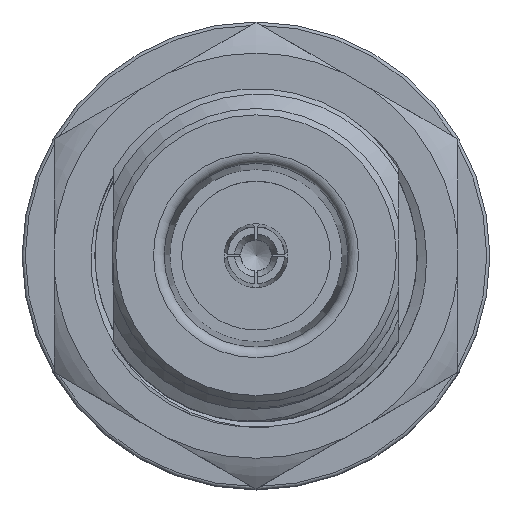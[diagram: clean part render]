
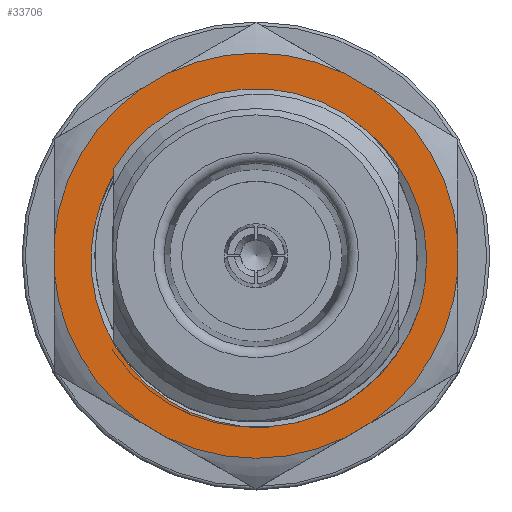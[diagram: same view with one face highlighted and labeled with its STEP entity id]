
A CAD part, top view. The second image highlights one B-rep face of the part: STEP entity #33706.
In plain terms, the highlighted face is planar.
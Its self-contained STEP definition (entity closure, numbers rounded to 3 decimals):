
#181=PLANE('',#34913);
#4393=B_SPLINE_CURVE_WITH_KNOTS('',3,(#122562,#122563,#122564,#122565,#122566,
#122567,#122568),.UNSPECIFIED.,.F.,.F.,(4,1,1,1,4),(0.,
0.004,0.008,0.012,0.015),
 .UNSPECIFIED.);
#4394=B_SPLINE_CURVE_WITH_KNOTS('',3,(#122572,#122573,#122574,#122575,#122576,
#122577,#122578,#122579),.UNSPECIFIED.,.F.,.F.,(4,1,1,1,1,4),(0.005,
0.009,0.012,0.016,0.018,
0.02),.UNSPECIFIED.);
#4801=CIRCLE('',#34914,8.08);
#4802=CIRCLE('',#34915,7.7);
#4803=CIRCLE('',#34916,9.526);
#4804=CIRCLE('',#34917,9.526);
#4805=CIRCLE('',#34918,9.526);
#4806=CIRCLE('',#34919,9.526);
#4807=CIRCLE('',#34920,9.526);
#4808=CIRCLE('',#34921,9.526);
#5254=LINE('',#122580,#5709);
#5255=LINE('',#122585,#5710);
#5256=LINE('',#122589,#5711);
#5257=LINE('',#122593,#5712);
#5258=LINE('',#122597,#5713);
#5259=LINE('',#122601,#5714);
#5709=VECTOR('',#37592,1000.);
#5710=VECTOR('',#37595,1000.);
#5711=VECTOR('',#37598,1000.);
#5712=VECTOR('',#37601,1000.);
#5713=VECTOR('',#37604,1000.);
#5714=VECTOR('',#37607,1000.);
#15847=ORIENTED_EDGE('',*,*,#21045,.T.);
#15848=ORIENTED_EDGE('',*,*,#21046,.T.);
#15849=ORIENTED_EDGE('',*,*,#21047,.T.);
#15850=ORIENTED_EDGE('',*,*,#21048,.T.);
#15851=ORIENTED_EDGE('',*,*,#21049,.T.);
#15852=ORIENTED_EDGE('',*,*,#21050,.T.);
#15853=ORIENTED_EDGE('',*,*,#21051,.T.);
#15854=ORIENTED_EDGE('',*,*,#21052,.T.);
#15855=ORIENTED_EDGE('',*,*,#21053,.T.);
#15856=ORIENTED_EDGE('',*,*,#21054,.T.);
#15857=ORIENTED_EDGE('',*,*,#21055,.T.);
#15858=ORIENTED_EDGE('',*,*,#21056,.T.);
#15859=ORIENTED_EDGE('',*,*,#21057,.T.);
#15860=ORIENTED_EDGE('',*,*,#21058,.T.);
#15861=ORIENTED_EDGE('',*,*,#21059,.T.);
#15862=ORIENTED_EDGE('',*,*,#21060,.T.);
#21045=EDGE_CURVE('',#23852,#23853,#4801,.T.);
#21046=EDGE_CURVE('',#23853,#23854,#4393,.T.);
#21047=EDGE_CURVE('',#23854,#23855,#4802,.T.);
#21048=EDGE_CURVE('',#23855,#23852,#4394,.T.);
#21049=EDGE_CURVE('',#23856,#23857,#5254,.T.);
#21050=EDGE_CURVE('',#23857,#23858,#4803,.F.);
#21051=EDGE_CURVE('',#23858,#23859,#5255,.T.);
#21052=EDGE_CURVE('',#23859,#23860,#4804,.F.);
#21053=EDGE_CURVE('',#23860,#23861,#5256,.T.);
#21054=EDGE_CURVE('',#23861,#23862,#4805,.F.);
#21055=EDGE_CURVE('',#23862,#23863,#5257,.T.);
#21056=EDGE_CURVE('',#23863,#23864,#4806,.F.);
#21057=EDGE_CURVE('',#23864,#23865,#5258,.T.);
#21058=EDGE_CURVE('',#23865,#23866,#4807,.F.);
#21059=EDGE_CURVE('',#23866,#23867,#5259,.T.);
#21060=EDGE_CURVE('',#23867,#23856,#4808,.F.);
#23852=VERTEX_POINT('',#122560);
#23853=VERTEX_POINT('',#122561);
#23854=VERTEX_POINT('',#122569);
#23855=VERTEX_POINT('',#122571);
#23856=VERTEX_POINT('',#122581);
#23857=VERTEX_POINT('',#122582);
#23858=VERTEX_POINT('',#122584);
#23859=VERTEX_POINT('',#122586);
#23860=VERTEX_POINT('',#122588);
#23861=VERTEX_POINT('',#122590);
#23862=VERTEX_POINT('',#122592);
#23863=VERTEX_POINT('',#122594);
#23864=VERTEX_POINT('',#122596);
#23865=VERTEX_POINT('',#122598);
#23866=VERTEX_POINT('',#122600);
#23867=VERTEX_POINT('',#122602);
#28132=EDGE_LOOP('',(#15847,#15848,#15849,#15850));
#28133=EDGE_LOOP('',(#15851,#15852,#15853,#15854,#15855,#15856,#15857,#15858,
#15859,#15860,#15861,#15862));
#30649=FACE_BOUND('',#28132,.T.);
#30650=FACE_BOUND('',#28133,.T.);
#33706=ADVANCED_FACE('',(#30649,#30650),#181,.F.);
#34913=AXIS2_PLACEMENT_3D('',#122558,#37586,#37587);
#34914=AXIS2_PLACEMENT_3D('',#122559,#37588,#37589);
#34915=AXIS2_PLACEMENT_3D('',#122570,#37590,#37591);
#34916=AXIS2_PLACEMENT_3D('',#122583,#37593,#37594);
#34917=AXIS2_PLACEMENT_3D('',#122587,#37596,#37597);
#34918=AXIS2_PLACEMENT_3D('',#122591,#37599,#37600);
#34919=AXIS2_PLACEMENT_3D('',#122595,#37602,#37603);
#34920=AXIS2_PLACEMENT_3D('',#122599,#37605,#37606);
#34921=AXIS2_PLACEMENT_3D('',#122603,#37608,#37609);
#37586=DIRECTION('',(0.,1.,0.));
#37587=DIRECTION('',(0.,0.,1.));
#37588=DIRECTION('',(0.,1.,0.));
#37589=DIRECTION('',(0.,0.,1.));
#37590=DIRECTION('',(0.,1.,0.));
#37591=DIRECTION('',(0.,0.,1.));
#37592=DIRECTION('',(-1.,0.,0.));
#37593=DIRECTION('',(0.,1.,0.));
#37594=DIRECTION('',(0.,0.,1.));
#37595=DIRECTION('',(-0.5,0.,-0.866));
#37596=DIRECTION('',(0.,1.,0.));
#37597=DIRECTION('',(0.,0.,1.));
#37598=DIRECTION('',(0.5,0.,-0.866));
#37599=DIRECTION('',(0.,1.,0.));
#37600=DIRECTION('',(0.,0.,1.));
#37601=DIRECTION('',(1.,0.,0.));
#37602=DIRECTION('',(0.,1.,0.));
#37603=DIRECTION('',(0.,0.,1.));
#37604=DIRECTION('',(0.5,0.,0.866));
#37605=DIRECTION('',(0.,1.,0.));
#37606=DIRECTION('',(0.,0.,1.));
#37607=DIRECTION('',(-0.5,0.,0.866));
#37608=DIRECTION('',(0.,1.,0.));
#37609=DIRECTION('',(0.,0.,1.));
#122558=CARTESIAN_POINT('',(0.,-1.55,0.));
#122559=CARTESIAN_POINT('',(0.,-1.55,0.));
#122560=CARTESIAN_POINT('',(-2.366,-1.55,-7.726));
#122561=CARTESIAN_POINT('',(-8.064,-1.55,-0.512));
#122562=CARTESIAN_POINT('',(-8.064,-1.55,-0.512));
#122563=CARTESIAN_POINT('',(-8.113,-1.55,0.778));
#122564=CARTESIAN_POINT('',(-7.587,-1.55,3.354));
#122565=CARTESIAN_POINT('',(-5.104,-1.55,6.432));
#122566=CARTESIAN_POINT('',(-1.474,-1.55,7.977));
#122567=CARTESIAN_POINT('',(1.165,-1.55,7.751));
#122568=CARTESIAN_POINT('',(2.369,-1.55,7.327));
#122569=CARTESIAN_POINT('',(2.369,-1.55,7.327));
#122570=CARTESIAN_POINT('',(0.,-1.55,0.));
#122571=CARTESIAN_POINT('',(7.676,-1.55,0.605));
#122572=CARTESIAN_POINT('',(7.676,-1.55,0.605));
#122573=CARTESIAN_POINT('',(7.81,-1.55,-0.667));
#122574=CARTESIAN_POINT('',(7.434,-1.55,-3.277));
#122575=CARTESIAN_POINT('',(5.058,-1.55,-6.464));
#122576=CARTESIAN_POINT('',(2.1,-1.55,-7.885));
#122577=CARTESIAN_POINT('',(-0.486,-1.55,-8.095));
#122578=CARTESIAN_POINT('',(-1.743,-1.55,-7.9));
#122579=CARTESIAN_POINT('',(-2.366,-1.55,-7.726));
#122580=CARTESIAN_POINT('',(5.485,-1.55,9.5));
#122581=CARTESIAN_POINT('',(0.704,-1.55,9.5));
#122582=CARTESIAN_POINT('',(-0.704,-1.55,9.5));
#122583=CARTESIAN_POINT('',(0.,-1.55,0.));
#122584=CARTESIAN_POINT('',(-7.875,-1.55,5.36));
#122585=CARTESIAN_POINT('',(-5.485,-1.55,9.5));
#122586=CARTESIAN_POINT('',(-8.579,-1.55,4.14));
#122587=CARTESIAN_POINT('',(0.,-1.55,0.));
#122588=CARTESIAN_POINT('',(-8.579,-1.55,-4.14));
#122589=CARTESIAN_POINT('',(-10.97,-1.55,0.));
#122590=CARTESIAN_POINT('',(-7.875,-1.55,-5.36));
#122591=CARTESIAN_POINT('',(0.,-1.55,0.));
#122592=CARTESIAN_POINT('',(-0.704,-1.55,-9.5));
#122593=CARTESIAN_POINT('',(-5.485,-1.55,-9.5));
#122594=CARTESIAN_POINT('',(0.704,-1.55,-9.5));
#122595=CARTESIAN_POINT('',(0.,-1.55,0.));
#122596=CARTESIAN_POINT('',(7.875,-1.55,-5.36));
#122597=CARTESIAN_POINT('',(5.485,-1.55,-9.5));
#122598=CARTESIAN_POINT('',(8.579,-1.55,-4.14));
#122599=CARTESIAN_POINT('',(0.,-1.55,0.));
#122600=CARTESIAN_POINT('',(8.579,-1.55,4.14));
#122601=CARTESIAN_POINT('',(10.97,-1.55,0.));
#122602=CARTESIAN_POINT('',(7.875,-1.55,5.36));
#122603=CARTESIAN_POINT('',(0.,-1.55,0.));
